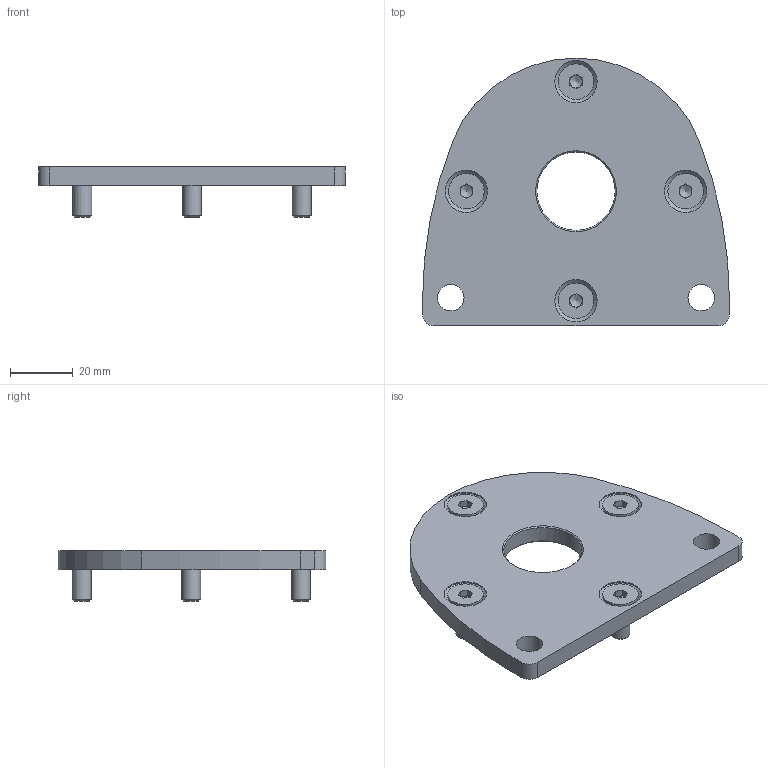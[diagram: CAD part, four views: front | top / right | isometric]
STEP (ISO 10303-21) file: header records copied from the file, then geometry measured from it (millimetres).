
FILE_DESCRIPTION(/* description */ ('STEP AP214'),/* implementation_level */ '2;1');
FILE_NAME(/* name */ '4965021_DAMF-Q12-32',/* time_stamp */ '2024-08-13T15:10:06+02:00',/* author */ ('License CC BY-ND 4.0'),/* organization */ ('CADENAS'),/* preprocessor_version */ 'ST-DEVELOPER v19.3',/* originating_system */ 'PARTsolutions',/* authorisation */ ' ');
FILE_SCHEMA (('AUTOMOTIVE_DESIGN {1 0 10303 214 3 1 1}'));
Length unit declared in the file: millimetre
Products named in the file (3): 4965021 DAMF-Q12-32; 4872252 DAMF-Q12-32---(P); ISO 10642 M6x16(F)
Assembly tree (5 placements, depth 2):
  4965021 DAMF-Q12-32
    4872252 DAMF-Q12-32---(P)
    ISO 10642 M6x16(F)  x4
Bounding box: 98 x 85.5 x 16.08 mm (x, y, z)
Volume: 38793.1 mm3; surface area: 17629.4 mm2
Topology: 5 solids, 5 shells, 111 faces, 249 edges, 148 vertices
Faces by surface type: plane 61, cylinder 28, cone 18, torus 4
Full cylindrical faces by diameter (mm): 4 x4, 6 x4, 6.6 x4, 8.5 x2, 11.34 x4, 13.5 x4, 25 x1
Entity records: 1348 total; most frequent: DIRECTION 240, CARTESIAN_POINT 205, ORIENTED_EDGE 170, AXIS2_PLACEMENT_3D 101, FACE_BOUND 87, EDGE_LOOP 86, EDGE_CURVE 85, VERTEX_POINT 66
